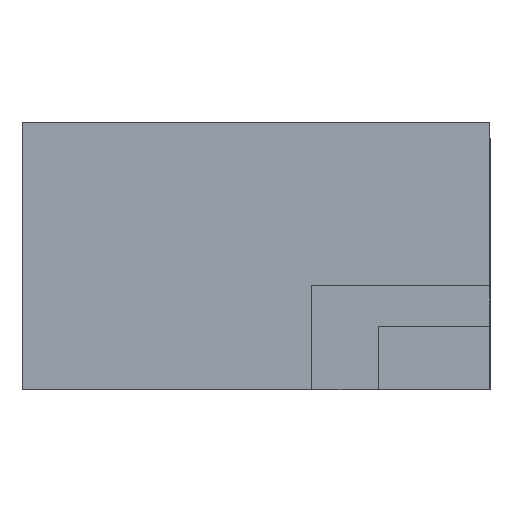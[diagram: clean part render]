
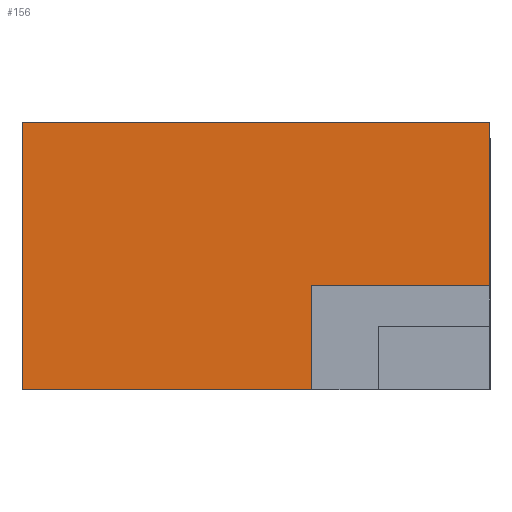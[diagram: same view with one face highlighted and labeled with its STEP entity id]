
A CAD part, left-side view. The second image highlights one B-rep face of the part: STEP entity #156.
In plain terms, the highlighted planar face has unit normal (-1, 0, 0).
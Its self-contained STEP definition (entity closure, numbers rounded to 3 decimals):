
#156=ADVANCED_FACE('',(#2791),#2793,.F.);
#2791=FACE_BOUND('',#2792,.T.);
#2792=EDGE_LOOP('',(#6948,#6949,#6950,#6951,#6952,#6953));
#2793=PLANE('',#2794);
#2794=AXIS2_PLACEMENT_3D('',#2795,#2796,#2797);
#2795=CARTESIAN_POINT('',(-5.,3.15,1.8));
#2796=DIRECTION('',(1.,-0.,0.));
#2797=DIRECTION('',(0.,0.,-1.));
#6948=ORIENTED_EDGE('',*,*,#8486,.F.);
#6949=ORIENTED_EDGE('',*,*,#8487,.F.);
#6950=ORIENTED_EDGE('',*,*,#8488,.F.);
#6951=ORIENTED_EDGE('',*,*,#8255,.F.);
#6952=ORIENTED_EDGE('',*,*,#8470,.F.);
#6953=ORIENTED_EDGE('',*,*,#8461,.T.);
#8255=EDGE_CURVE('',#9049,#9045,#9051,.T.);
#8461=EDGE_CURVE('',#9458,#9456,#9459,.T.);
#8470=EDGE_CURVE('',#9458,#9049,#9472,.T.);
#8486=EDGE_CURVE('',#9500,#9456,#9501,.T.);
#8487=EDGE_CURVE('',#9502,#9500,#9503,.T.);
#8488=EDGE_CURVE('',#9045,#9502,#9504,.T.);
#9045=VERTEX_POINT('',#10371);
#9049=VERTEX_POINT('',#10379);
#9051=LINE('',#10383,#10384);
#9456=VERTEX_POINT('',#13185);
#9458=VERTEX_POINT('',#13189);
#9459=LINE('',#13190,#13191);
#9472=LINE('',#13221,#13222);
#9500=VERTEX_POINT('',#13281);
#9501=LINE('',#13282,#13283);
#9502=VERTEX_POINT('',#13285);
#9503=LINE('',#13286,#13287);
#9504=LINE('',#13289,#13290);
#10371=CARTESIAN_POINT('',(-5.,-3.149,1.8));
#10379=CARTESIAN_POINT('',(-5.,3.15,1.8));
#10383=CARTESIAN_POINT('',(-5.,3.15,1.8));
#10384=VECTOR('',#10385,1.);
#10385=DIRECTION('',(0.,-1.,0.));
#13185=CARTESIAN_POINT('',(-5.,-0.749,-1.8));
#13189=CARTESIAN_POINT('',(-5.,3.15,-1.8));
#13190=CARTESIAN_POINT('',(-5.,3.15,-1.8));
#13191=VECTOR('',#13192,1.);
#13192=DIRECTION('',(0.,-1.,0.));
#13221=CARTESIAN_POINT('',(-5.,3.15,-1.8));
#13222=VECTOR('',#13223,1.);
#13223=DIRECTION('',(0.,0.,1.));
#13281=CARTESIAN_POINT('',(-5.,-0.749,-0.4));
#13282=CARTESIAN_POINT('',(-5.,-0.749,-0.4));
#13283=VECTOR('',#13284,1.);
#13284=DIRECTION('',(0.,0.,-1.));
#13285=CARTESIAN_POINT('',(-5.,-3.149,-0.4));
#13286=CARTESIAN_POINT('',(-5.,-3.149,-0.4));
#13287=VECTOR('',#13288,1.);
#13288=DIRECTION('',(0.,1.,0.));
#13289=CARTESIAN_POINT('',(-5.,-3.149,1.8));
#13290=VECTOR('',#13291,1.);
#13291=DIRECTION('',(0.,0.,-1.));
